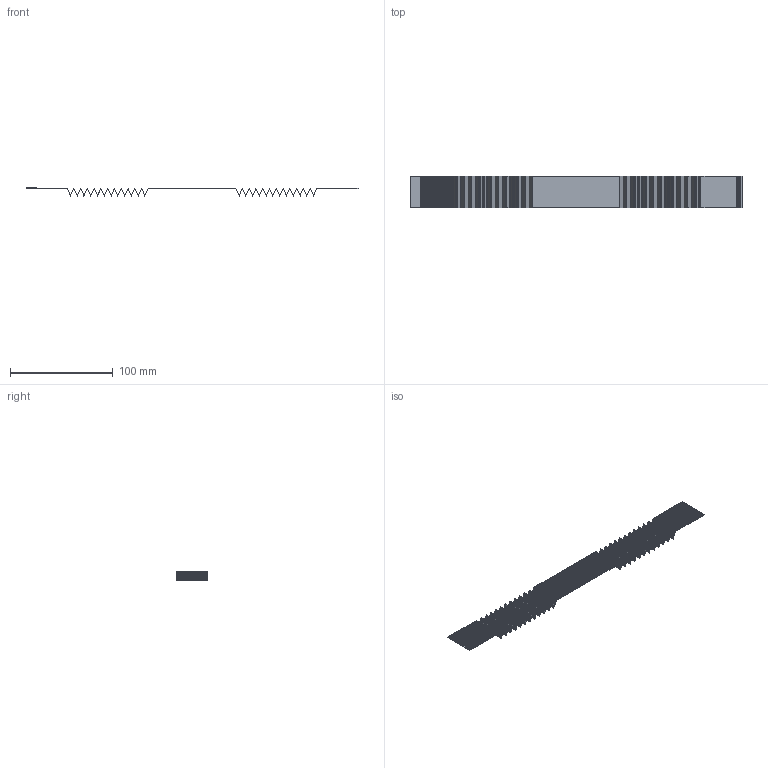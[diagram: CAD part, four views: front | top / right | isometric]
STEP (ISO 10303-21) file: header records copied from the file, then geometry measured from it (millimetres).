
FILE_DESCRIPTION(/* description */ ('Unknown'),/* implementation_level */ '2;1');
FILE_NAME(/* name */ '686730225001',/* time_stamp */ '2021-02-17T10:06:19+01:00',/* author */ ('Unknown'),/* organization */ ('Unknown'),/* preprocessor_version */ 'ST-DEVELOPER v16.7',/* originating_system */ 'DEX',/* authorisation */ $);
FILE_SCHEMA (('AUTOMOTIVE_DESIGN { 1 0 10303 214 3 1 1 }','AUTOMOTIVE_DESIGN {1 0 10303 214 3 1 1}'));
Products named in the file (2): 6867xx225001; 686730225001
Assembly tree (1 placements, depth 2):
  6867xx225001
    686730225001
Bounding box: 323.56 x 31 x 7.84 mm (x, y, z)
Volume: 1894.5 mm3; surface area: 58062.6 mm2
Topology: 1 solids, 721 shells, 6302 faces, 14452 edges, 9592 vertices
Faces by surface type: plane 6302
Entity records: 216540 total; most frequent: CARTESIAN_POINT 30348, ORIENTED_EDGE 28904, DIRECTION 27060, EDGE_CURVE 14452, LINE 14452, VECTOR 14452, VERTEX_POINT 9592, AXIS2_PLACEMENT_3D 6304
